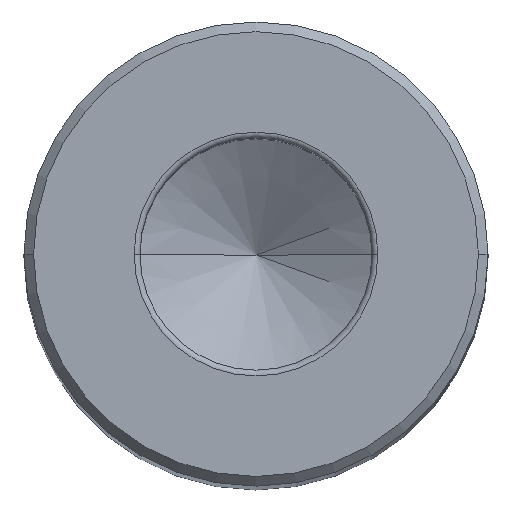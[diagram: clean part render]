
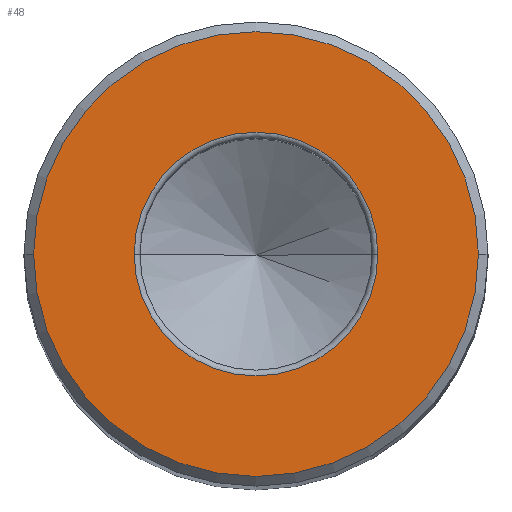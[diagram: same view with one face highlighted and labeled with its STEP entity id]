
A CAD part, top view. The second image highlights one B-rep face of the part: STEP entity #48.
In plain terms, the highlighted planar face has unit normal (0, 0, 1).
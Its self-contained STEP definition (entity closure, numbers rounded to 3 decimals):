
#4 = EDGE_LOOP ( 'NONE', ( #296, #289 ) ) ;
#13 = VERTEX_POINT ( 'NONE', #367 ) ;
#27 = DIRECTION ( 'NONE',  ( 0., 0., 1. ) ) ;
#35 = EDGE_CURVE ( 'NONE', #527, #488, #84, .T. ) ;
#48 = ADVANCED_FACE ( 'NONE', ( #624, #269 ), #326, .T. ) ;
#64 = EDGE_CURVE ( 'NONE', #488, #527, #530, .T. ) ;
#78 = EDGE_LOOP ( 'NONE', ( #340, #575 ) ) ;
#84 = CIRCLE ( 'NONE', #520, 11.5 ) ;
#183 = EDGE_CURVE ( 'NONE', #213, #13, #471, .T. ) ;
#184 = CARTESIAN_POINT ( 'NONE',  ( 0., 0., 0. ) ) ;
#213 = VERTEX_POINT ( 'NONE', #307 ) ;
#217 = AXIS2_PLACEMENT_3D ( 'NONE', #372, #27, #468 ) ;
#220 = CARTESIAN_POINT ( 'NONE',  ( 11.5, 0., 0. ) ) ;
#223 = CARTESIAN_POINT ( 'NONE',  ( 0., 0., 0. ) ) ;
#238 = AXIS2_PLACEMENT_3D ( 'NONE', #184, #529, #462 ) ;
#269 = FACE_OUTER_BOUND ( 'NONE', #4, .T. ) ;
#277 = DIRECTION ( 'NONE',  ( 1., 0., 0. ) ) ;
#289 = ORIENTED_EDGE ( 'NONE', *, *, #35, .T. ) ;
#296 = ORIENTED_EDGE ( 'NONE', *, *, #64, .T. ) ;
#301 = CARTESIAN_POINT ( 'NONE',  ( 0., 0., 0. ) ) ;
#307 = CARTESIAN_POINT ( 'NONE',  ( 6.3, 0., 0. ) ) ;
#326 = PLANE ( 'NONE',  #238 ) ;
#340 = ORIENTED_EDGE ( 'NONE', *, *, #183, .T. ) ;
#367 = CARTESIAN_POINT ( 'NONE',  ( -6.3, 0., 0. ) ) ;
#371 = DIRECTION ( 'NONE',  ( 1., 0., 0. ) ) ;
#372 = CARTESIAN_POINT ( 'NONE',  ( 0., 0., 0. ) ) ;
#414 = CARTESIAN_POINT ( 'NONE',  ( -11.5, 0., 0. ) ) ;
#416 = DIRECTION ( 'NONE',  ( 0., 0., -1. ) ) ;
#432 = AXIS2_PLACEMENT_3D ( 'NONE', #223, #416, #371 ) ;
#462 = DIRECTION ( 'NONE',  ( 1., 0., 0. ) ) ;
#468 = DIRECTION ( 'NONE',  ( 1., 0., 0. ) ) ;
#471 = CIRCLE ( 'NONE', #509, 6.3 ) ;
#484 = DIRECTION ( 'NONE',  ( 0., 0., -1. ) ) ;
#488 = VERTEX_POINT ( 'NONE', #414 ) ;
#509 = AXIS2_PLACEMENT_3D ( 'NONE', #301, #484, #585 ) ;
#520 = AXIS2_PLACEMENT_3D ( 'NONE', #563, #572, #277 ) ;
#527 = VERTEX_POINT ( 'NONE', #220 ) ;
#529 = DIRECTION ( 'NONE',  ( 0., 0., 1. ) ) ;
#530 = CIRCLE ( 'NONE', #217, 11.5 ) ;
#540 = CIRCLE ( 'NONE', #432, 6.3 ) ;
#544 = EDGE_CURVE ( 'NONE', #13, #213, #540, .T. ) ;
#563 = CARTESIAN_POINT ( 'NONE',  ( 0., 0., 0. ) ) ;
#572 = DIRECTION ( 'NONE',  ( 0., 0., 1. ) ) ;
#575 = ORIENTED_EDGE ( 'NONE', *, *, #544, .T. ) ;
#585 = DIRECTION ( 'NONE',  ( 1., 0., 0. ) ) ;
#624 = FACE_BOUND ( 'NONE', #78, .T. ) ;
